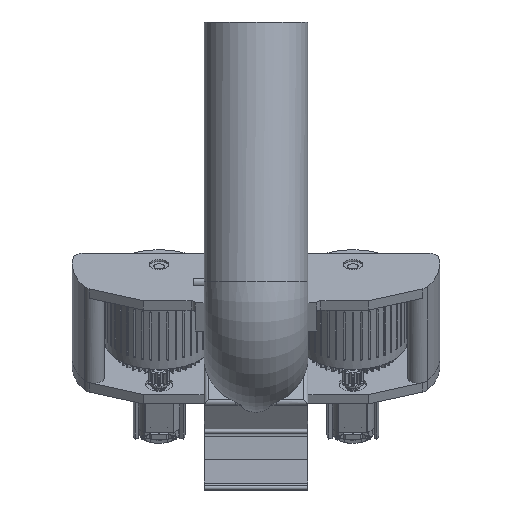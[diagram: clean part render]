
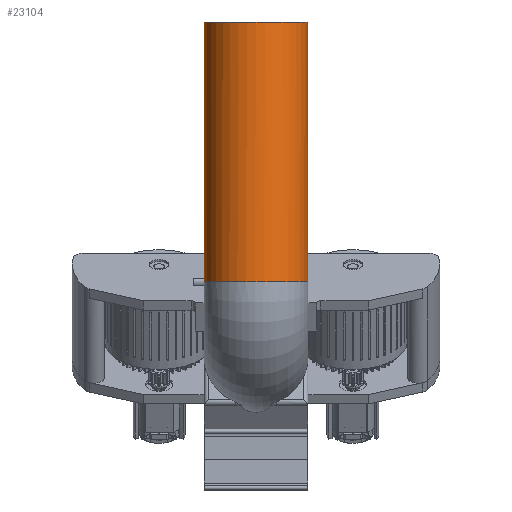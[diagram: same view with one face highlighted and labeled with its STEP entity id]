
A CAD part, top view. The second image highlights one B-rep face of the part: STEP entity #23104.
In plain terms, the highlighted cylindrical face has radius 24 mm (diameter 48 mm), a full revolution.
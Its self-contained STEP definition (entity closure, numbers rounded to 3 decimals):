
#891=CIRCLE('',#24735,24.);
#914=CIRCLE('',#24765,24.);
#915=CIRCLE('',#24767,24.);
#916=CIRCLE('',#24768,24.);
#917=CIRCLE('',#24769,24.);
#2437=FACE_OUTER_BOUND('',#3750,.T.);
#3750=EDGE_LOOP('',(#15715,#15716,#15717,#15718,#15719,#15720,#15721,#15722,
#15723,#15724,#15725,#15726,#15727));
#5200=B_SPLINE_CURVE_WITH_KNOTS('',3,(#33333,#33334,#33335,#33336,#33337,
#33338,#33339,#33340,#33341,#33342,#33343,#33344),.UNSPECIFIED.,.F.,.F.,
(4,2,2,2,2,4),(3.731,3.879,4.145,4.411,
4.677,4.944),.UNSPECIFIED.);
#5201=B_SPLINE_CURVE_WITH_KNOTS('',3,(#33378,#33379,#33380,#33381,#33382,
#33383,#33384,#33385,#33386,#33387,#33388,#33389,#33390,#33391,#33392,#33393,
#33394,#33395),.UNSPECIFIED.,.F.,.F.,(4,2,2,2,2,2,2,2,4),(0.,0.266,
0.532,0.799,1.065,1.315,1.566,
2.019,2.268),.UNSPECIFIED.);
#5959=LINE('',#33260,#7880);
#5982=LINE('',#33363,#7903);
#5984=LINE('',#33371,#7905);
#5986=LINE('',#33399,#7907);
#5987=LINE('',#33402,#7908);
#7880=VECTOR('',#26934,10.);
#7903=VECTOR('',#27003,10.);
#7905=VECTOR('',#27009,10.);
#7907=VECTOR('',#27021,10.);
#7908=VECTOR('',#27024,23.);
#9837=VERTEX_POINT('',#33241);
#9838=VERTEX_POINT('',#33243);
#9839=VERTEX_POINT('',#33259);
#9872=VERTEX_POINT('',#33331);
#9878=VERTEX_POINT('',#33361);
#9881=VERTEX_POINT('',#33368);
#9882=VERTEX_POINT('',#33370);
#9883=VERTEX_POINT('',#33377);
#9884=VERTEX_POINT('',#33396);
#9885=VERTEX_POINT('',#33398);
#9886=VERTEX_POINT('',#33401);
#12063=EDGE_CURVE('',#9837,#9838,#891,.T.);
#12066=EDGE_CURVE('',#9839,#9838,#5959,.T.);
#12100=EDGE_CURVE('',#9837,#9872,#5200,.F.);
#12110=EDGE_CURVE('',#9872,#9878,#5982,.F.);
#12113=EDGE_CURVE('',#9882,#9881,#5984,.F.);
#12116=EDGE_CURVE('',#9878,#9882,#914,.F.);
#12117=EDGE_CURVE('',#9881,#9883,#5201,.F.);
#12118=EDGE_CURVE('',#9884,#9883,#915,.T.);
#12119=EDGE_CURVE('',#9884,#9885,#5986,.T.);
#12120=EDGE_CURVE('',#9885,#9839,#916,.F.);
#12121=EDGE_CURVE('',#9839,#9886,#5987,.T.);
#12122=EDGE_CURVE('',#9886,#9886,#917,.F.);
#15715=ORIENTED_EDGE('',*,*,#12110,.T.);
#15716=ORIENTED_EDGE('',*,*,#12116,.T.);
#15717=ORIENTED_EDGE('',*,*,#12113,.T.);
#15718=ORIENTED_EDGE('',*,*,#12117,.T.);
#15719=ORIENTED_EDGE('',*,*,#12118,.F.);
#15720=ORIENTED_EDGE('',*,*,#12119,.T.);
#15721=ORIENTED_EDGE('',*,*,#12120,.T.);
#15722=ORIENTED_EDGE('',*,*,#12121,.T.);
#15723=ORIENTED_EDGE('',*,*,#12122,.T.);
#15724=ORIENTED_EDGE('',*,*,#12121,.F.);
#15725=ORIENTED_EDGE('',*,*,#12066,.T.);
#15726=ORIENTED_EDGE('',*,*,#12063,.F.);
#15727=ORIENTED_EDGE('',*,*,#12100,.T.);
#22723=CYLINDRICAL_SURFACE('',#24766,24.);
#23104=ADVANCED_FACE('',(#2437),#22723,.T.);
#24735=AXIS2_PLACEMENT_3D('',#33244,#26928,#26929);
#24765=AXIS2_PLACEMENT_3D('',#33375,#27015,#27016);
#24766=AXIS2_PLACEMENT_3D('',#33376,#27017,#27018);
#24767=AXIS2_PLACEMENT_3D('',#33397,#27019,#27020);
#24768=AXIS2_PLACEMENT_3D('',#33400,#27022,#27023);
#24769=AXIS2_PLACEMENT_3D('',#33403,#27025,#27026);
#26928=DIRECTION('center_axis',(0.,-1.,0.));
#26929=DIRECTION('ref_axis',(1.,0.,0.));
#26934=DIRECTION('',(0.,-1.,0.));
#27003=DIRECTION('',(0.,-1.,0.));
#27009=DIRECTION('',(0.,1.,0.));
#27015=DIRECTION('center_axis',(0.,-1.,0.));
#27016=DIRECTION('ref_axis',(1.,0.,0.));
#27017=DIRECTION('center_axis',(0.,-1.,0.));
#27018=DIRECTION('ref_axis',(1.,0.,0.));
#27019=DIRECTION('center_axis',(0.,-1.,0.));
#27020=DIRECTION('ref_axis',(1.,0.,0.));
#27021=DIRECTION('',(0.,1.,0.));
#27022=DIRECTION('center_axis',(0.,-1.,0.));
#27023=DIRECTION('ref_axis',(1.,0.,0.));
#27024=DIRECTION('',(0.,1.,0.));
#27025=DIRECTION('center_axis',(0.,1.,0.));
#27026=DIRECTION('ref_axis',(1.,0.,0.));
#33241=CARTESIAN_POINT('',(16.424,62.043,38.));
#33243=CARTESIAN_POINT('',(-24.,62.043,55.5));
#33244=CARTESIAN_POINT('Origin',(0.,62.043,55.5));
#33259=CARTESIAN_POINT('',(-24.,117.943,55.5));
#33260=CARTESIAN_POINT('',(-24.,182.043,55.5));
#33331=CARTESIAN_POINT('',(12.,72.874,34.715));
#33333=CARTESIAN_POINT('Ctrl Pts',(12.,72.874,34.715));
#33334=CARTESIAN_POINT('Ctrl Pts',(12.367,72.556,34.927));
#33335=CARTESIAN_POINT('Ctrl Pts',(12.707,72.222,35.137));
#33336=CARTESIAN_POINT('Ctrl Pts',(13.557,71.284,35.685));
#33337=CARTESIAN_POINT('Ctrl Pts',(14.06,70.599,36.042));
#33338=CARTESIAN_POINT('Ctrl Pts',(14.926,69.096,36.698));
#33339=CARTESIAN_POINT('Ctrl Pts',(15.291,68.278,36.998));
#33340=CARTESIAN_POINT('Ctrl Pts',(15.868,66.561,37.49));
#33341=CARTESIAN_POINT('Ctrl Pts',(16.081,65.662,37.683));
#33342=CARTESIAN_POINT('Ctrl Pts',(16.359,63.846,37.938));
#33343=CARTESIAN_POINT('Ctrl Pts',(16.424,62.93,38.));
#33344=CARTESIAN_POINT('Ctrl Pts',(16.424,62.043,38.));
#33361=CARTESIAN_POINT('',(12.,99.543,34.715));
#33363=CARTESIAN_POINT('',(12.,182.043,34.715));
#33368=CARTESIAN_POINT('',(-2.1,76.495,31.592));
#33370=CARTESIAN_POINT('',(-2.1,99.543,31.592));
#33371=CARTESIAN_POINT('',(-2.1,182.043,31.592));
#33375=CARTESIAN_POINT('Origin',(0.,99.543,55.5));
#33376=CARTESIAN_POINT('Origin',(0.,182.043,55.5));
#33377=CARTESIAN_POINT('',(-16.424,62.043,38.));
#33378=CARTESIAN_POINT('Ctrl Pts',(-16.424,62.043,38.));
#33379=CARTESIAN_POINT('Ctrl Pts',(-16.424,62.93,38.));
#33380=CARTESIAN_POINT('Ctrl Pts',(-16.359,63.846,37.938));
#33381=CARTESIAN_POINT('Ctrl Pts',(-16.081,65.662,37.683));
#33382=CARTESIAN_POINT('Ctrl Pts',(-15.868,66.561,37.49));
#33383=CARTESIAN_POINT('Ctrl Pts',(-15.291,68.278,36.998));
#33384=CARTESIAN_POINT('Ctrl Pts',(-14.926,69.096,36.698));
#33385=CARTESIAN_POINT('Ctrl Pts',(-14.06,70.599,36.042));
#33386=CARTESIAN_POINT('Ctrl Pts',(-13.557,71.284,35.685));
#33387=CARTESIAN_POINT('Ctrl Pts',(-12.496,72.455,35.001));
#33388=CARTESIAN_POINT('Ctrl Pts',(-11.876,73.017,34.63));
#33389=CARTESIAN_POINT('Ctrl Pts',(-10.52,74.001,33.915));
#33390=CARTESIAN_POINT('Ctrl Pts',(-9.784,74.424,33.572));
#33391=CARTESIAN_POINT('Ctrl Pts',(-7.797,75.368,32.76));
#33392=CARTESIAN_POINT('Ctrl Pts',(-6.293,75.843,32.284));
#33393=CARTESIAN_POINT('Ctrl Pts',(-3.857,76.31,31.795));
#33394=CARTESIAN_POINT('Ctrl Pts',(-2.972,76.425,31.669));
#33395=CARTESIAN_POINT('Ctrl Pts',(-2.1,76.495,31.592));
#33396=CARTESIAN_POINT('',(-20.,62.043,42.233));
#33397=CARTESIAN_POINT('Origin',(0.,62.043,55.5));
#33398=CARTESIAN_POINT('',(-20.,117.943,42.233));
#33399=CARTESIAN_POINT('',(-20.,182.043,42.233));
#33400=CARTESIAN_POINT('Origin',(0.,117.943,55.5));
#33401=CARTESIAN_POINT('',(-24.,182.043,55.5));
#33402=CARTESIAN_POINT('',(-24.,182.043,55.5));
#33403=CARTESIAN_POINT('Origin',(0.,182.043,55.5));
